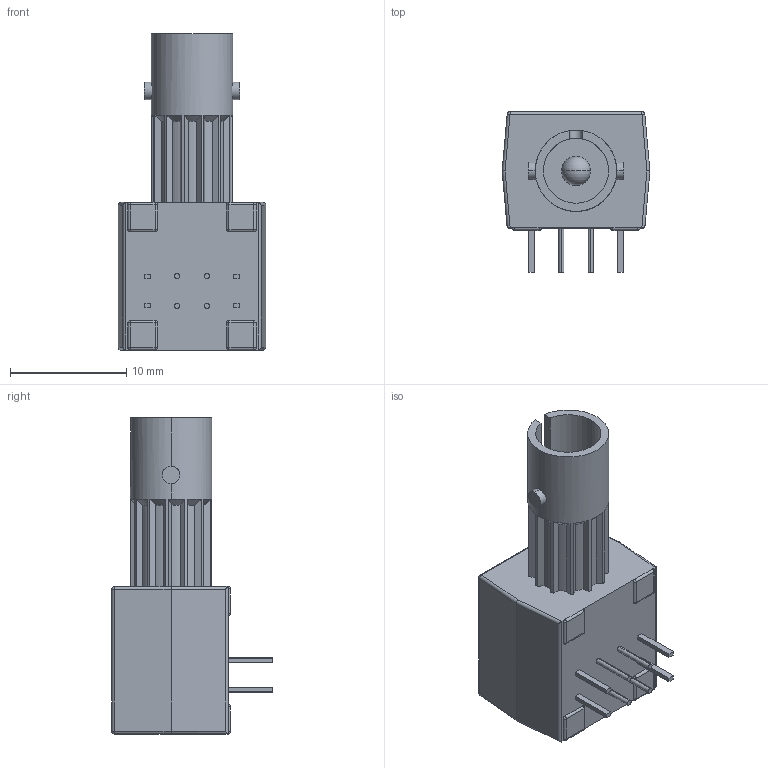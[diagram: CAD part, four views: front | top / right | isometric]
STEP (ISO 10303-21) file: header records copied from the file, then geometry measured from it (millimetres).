
FILE_DESCRIPTION (( 'STEP AP214' ), '1' );
FILE_NAME ('HFBR-1414Z.STEP', '2022-12-05T13:45:20', ( '' ), ( '' ), 'SwSTEP 2.0', 'SolidWorks 2017', '' );
FILE_SCHEMA (( 'AUTOMOTIVE_DESIGN' ));
Length unit declared in the file: millimetre
Products named in the file (2): HFBR-1414Z_HFBR-1414Z; HFBR-1414Z
Assembly tree (1 placements, depth 2):
  HFBR-1414Z
    HFBR-1414Z_HFBR-1414Z
Bounding box: 12.7 x 13.8 x 27.2 mm (x, y, z)
Volume: 1748.2 mm3; surface area: 1535.5 mm2
Topology: 10 solids, 10 shells, 176 faces, 444 edges, 267 vertices
Faces by surface type: plane 77, cylinder 63, sphere 22, cone 14
Entity records: 5311 total; most frequent: CARTESIAN_POINT 1053, DIRECTION 888, ORIENTED_EDGE 840, EDGE_CURVE 420, AXIS2_PLACEMENT_3D 332, VERTEX_POINT 265, LINE 224, VECTOR 224
